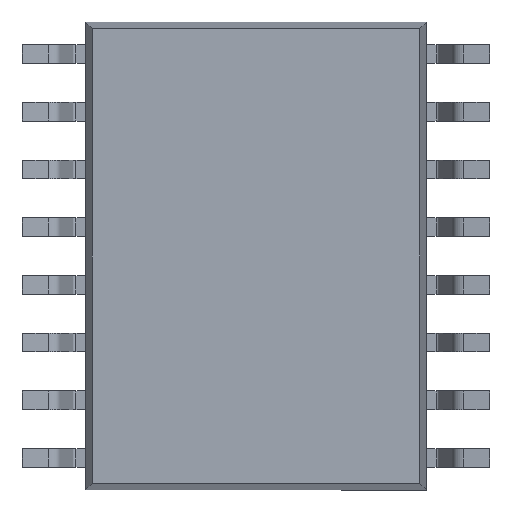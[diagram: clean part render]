
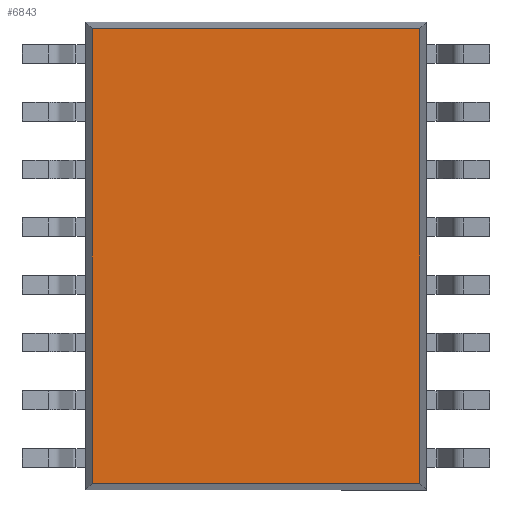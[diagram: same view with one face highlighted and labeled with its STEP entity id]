
A CAD part, front view. The second image highlights one B-rep face of the part: STEP entity #6843.
In plain terms, the highlighted planar face has unit normal (0, -1, 0).
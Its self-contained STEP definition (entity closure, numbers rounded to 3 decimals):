
#594 = ORIENTED_EDGE ( 'NONE', *, *, #3874, .T. ) ;
#622 = CARTESIAN_POINT ( 'NONE',  ( -3.6, 0.3, -5. ) ) ;
#635 = VECTOR ( 'NONE', #4387, 1000. ) ;
#730 = VERTEX_POINT ( 'NONE', #7172 ) ;
#856 = CARTESIAN_POINT ( 'NONE',  ( 3.6, 0.3, 0. ) ) ;
#912 = LINE ( 'NONE', #856, #6982 ) ;
#1052 = DIRECTION ( 'NONE',  ( 1., 0., 0. ) ) ;
#1126 = VERTEX_POINT ( 'NONE', #7432 ) ;
#1150 = DIRECTION ( 'NONE',  ( 0., -1., 0. ) ) ;
#1332 = AXIS2_PLACEMENT_3D ( 'NONE', #5782, #1150, #6920 ) ;
#1561 = DIRECTION ( 'NONE',  ( 0., 0., 1. ) ) ;
#1678 = EDGE_CURVE ( 'NONE', #6393, #1126, #3402, .T. ) ;
#1914 = CARTESIAN_POINT ( 'NONE',  ( -3.6, 0.3, 0. ) ) ;
#2199 = ORIENTED_EDGE ( 'NONE', *, *, #6604, .T. ) ;
#2589 = CARTESIAN_POINT ( 'NONE',  ( 0., 0.3, 5. ) ) ;
#3234 = VERTEX_POINT ( 'NONE', #6341 ) ;
#3402 = LINE ( 'NONE', #6963, #3697 ) ;
#3492 = PLANE ( 'NONE',  #1332 ) ;
#3697 = VECTOR ( 'NONE', #1052, 1000. ) ;
#3741 = ORIENTED_EDGE ( 'NONE', *, *, #5811, .T. ) ;
#3874 = EDGE_CURVE ( 'NONE', #3234, #6393, #4980, .T. ) ;
#4387 = DIRECTION ( 'NONE',  ( -1., 0., 0. ) ) ;
#4745 = FACE_OUTER_BOUND ( 'NONE', #6595, .T. ) ;
#4980 = LINE ( 'NONE', #1914, #7017 ) ;
#5573 = LINE ( 'NONE', #2589, #635 ) ;
#5782 = CARTESIAN_POINT ( 'NONE',  ( 0., 0.3, 0. ) ) ;
#5811 = EDGE_CURVE ( 'NONE', #1126, #730, #912, .T. ) ;
#6341 = CARTESIAN_POINT ( 'NONE',  ( -3.6, 0.3, 5. ) ) ;
#6393 = VERTEX_POINT ( 'NONE', #622 ) ;
#6595 = EDGE_LOOP ( 'NONE', ( #3741, #2199, #594, #7461 ) ) ;
#6604 = EDGE_CURVE ( 'NONE', #730, #3234, #5573, .T. ) ;
#6614 = DIRECTION ( 'NONE',  ( 0., 0., -1. ) ) ;
#6843 = ADVANCED_FACE ( 'NONE', ( #4745 ), #3492, .T. ) ;
#6920 = DIRECTION ( 'NONE',  ( 0., 0., -1. ) ) ;
#6963 = CARTESIAN_POINT ( 'NONE',  ( 0., 0.3, -5. ) ) ;
#6982 = VECTOR ( 'NONE', #1561, 1000. ) ;
#7017 = VECTOR ( 'NONE', #6614, 1000. ) ;
#7172 = CARTESIAN_POINT ( 'NONE',  ( 3.6, 0.3, 5. ) ) ;
#7432 = CARTESIAN_POINT ( 'NONE',  ( 3.6, 0.3, -5. ) ) ;
#7461 = ORIENTED_EDGE ( 'NONE', *, *, #1678, .T. ) ;
